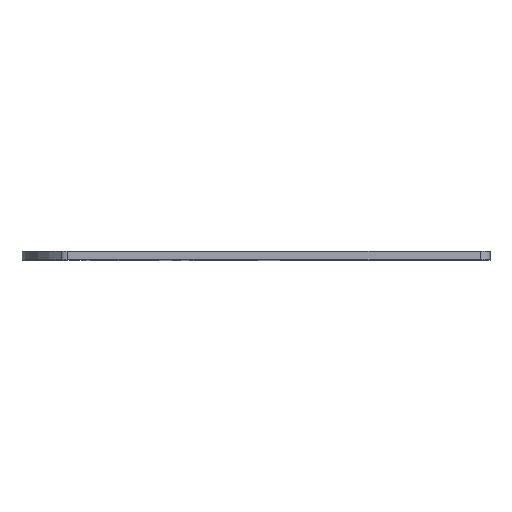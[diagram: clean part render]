
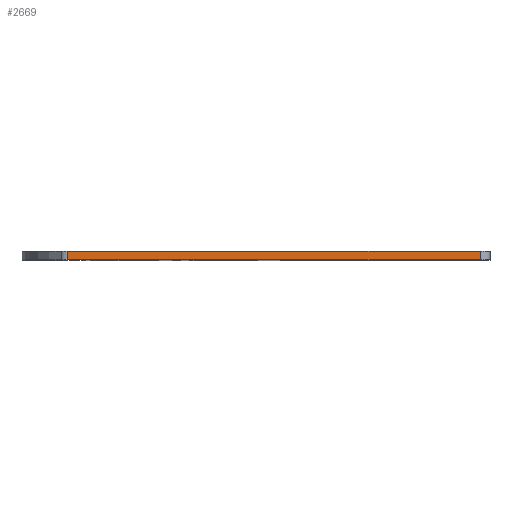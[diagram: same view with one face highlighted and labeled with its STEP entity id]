
A CAD part, top view. The second image highlights one B-rep face of the part: STEP entity #2669.
In plain terms, the highlighted planar face has unit normal (0, 0, 1).
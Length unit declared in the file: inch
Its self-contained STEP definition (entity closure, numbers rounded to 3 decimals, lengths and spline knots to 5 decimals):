
#144 = VERTEX_POINT ( 'NONE', #9610 ) ;
#273 = CARTESIAN_POINT ( 'NONE',  ( 0., 0.22, 2.125 ) ) ;
#389 = EDGE_CURVE ( 'NONE', #4245, #144, #3114, .T. ) ;
#571 = VERTEX_POINT ( 'NONE', #9696 ) ;
#613 = LINE ( 'NONE', #6738, #654 ) ;
#618 = EDGE_CURVE ( 'NONE', #571, #144, #7337, .T. ) ;
#654 = VECTOR ( 'NONE', #5052, 39.37008 ) ;
#925 = ORIENTED_EDGE ( 'NONE', *, *, #618, .F. ) ;
#1021 = DIRECTION ( 'NONE',  ( 0., 0., -1. ) ) ;
#1288 = EDGE_CURVE ( 'NONE', #571, #5556, #9432, .T. ) ;
#1479 = ORIENTED_EDGE ( 'NONE', *, *, #1288, .T. ) ;
#2065 = DIRECTION ( 'NONE',  ( 1., 0., 0. ) ) ;
#2669 = ADVANCED_FACE ( 'NONE', ( #7284 ), #7845, .F. ) ;
#2857 = EDGE_CURVE ( 'NONE', #5556, #4245, #613, .T. ) ;
#3114 = LINE ( 'NONE', #6150, #4471 ) ;
#3239 = DIRECTION ( 'NONE',  ( 0., -1., 0. ) ) ;
#3315 = DIRECTION ( 'NONE',  ( -1., 0., 0. ) ) ;
#3336 = VECTOR ( 'NONE', #2065, 39.37008 ) ;
#3389 = AXIS2_PLACEMENT_3D ( 'NONE', #273, #1021, #3315 ) ;
#3564 = CARTESIAN_POINT ( 'NONE',  ( 0., 0.22, 2.125 ) ) ;
#4245 = VERTEX_POINT ( 'NONE', #5536 ) ;
#4471 = VECTOR ( 'NONE', #9310, 39.37008 ) ;
#4851 = ORIENTED_EDGE ( 'NONE', *, *, #389, .T. ) ;
#5052 = DIRECTION ( 'NONE',  ( 1., 0., 0. ) ) ;
#5536 = CARTESIAN_POINT ( 'NONE',  ( 9.125, 0., 2.125 ) ) ;
#5556 = VERTEX_POINT ( 'NONE', #9587 ) ;
#6150 = CARTESIAN_POINT ( 'NONE',  ( 9.125, 0.22, 2.125 ) ) ;
#6178 = VECTOR ( 'NONE', #3239, 39.37008 ) ;
#6738 = CARTESIAN_POINT ( 'NONE',  ( 0., 0., 2.125 ) ) ;
#7284 = FACE_OUTER_BOUND ( 'NONE', #8137, .T. ) ;
#7337 = LINE ( 'NONE', #3564, #3336 ) ;
#7845 = PLANE ( 'NONE',  #3389 ) ;
#8137 = EDGE_LOOP ( 'NONE', ( #925, #1479, #8812, #4851 ) ) ;
#8812 = ORIENTED_EDGE ( 'NONE', *, *, #2857, .T. ) ;
#9310 = DIRECTION ( 'NONE',  ( 0., 1., 0. ) ) ;
#9337 = CARTESIAN_POINT ( 'NONE',  ( -1.45774, 0., 2.125 ) ) ;
#9432 = LINE ( 'NONE', #9337, #6178 ) ;
#9587 = CARTESIAN_POINT ( 'NONE',  ( -1.45774, 0., 2.125 ) ) ;
#9610 = CARTESIAN_POINT ( 'NONE',  ( 9.125, 0.22, 2.125 ) ) ;
#9696 = CARTESIAN_POINT ( 'NONE',  ( -1.45774, 0.22, 2.125 ) ) ;
